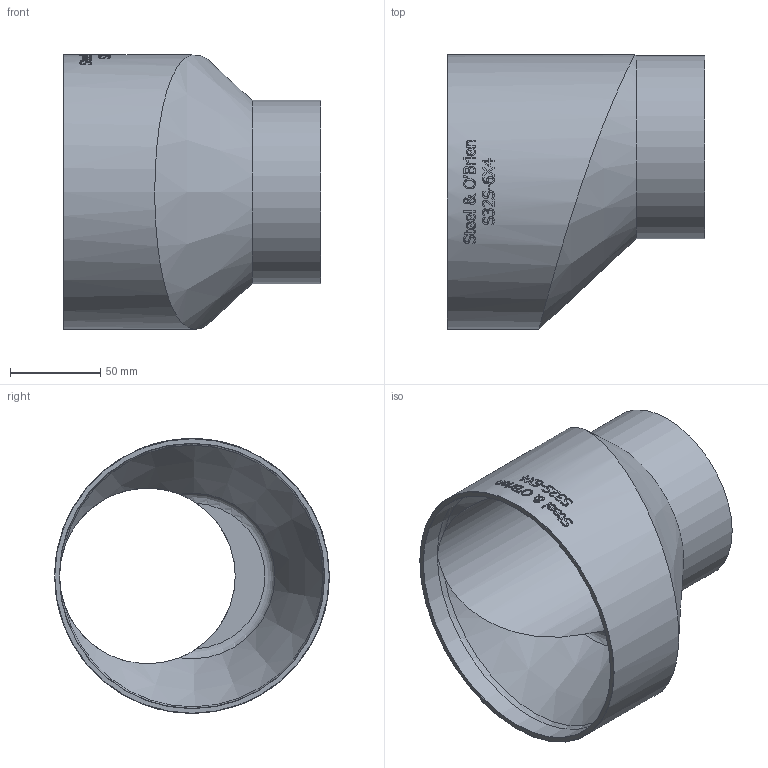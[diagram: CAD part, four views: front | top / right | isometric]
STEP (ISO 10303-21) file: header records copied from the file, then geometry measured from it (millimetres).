
FILE_DESCRIPTION(/* description */ (''),/* implementation_level */ '2;1');
FILE_NAME(/* name */ 'S32S-6X4.stp',/* time_stamp */ '2018-11-30T09:56:46-05:00',/* author */ ('rick'),/* organization */ (''),/* preprocessor_version */ 'ST-DEVELOPER v15.2',/* originating_system */ 'Autodesk Inventor 2014',/* authorisation */ '');
FILE_SCHEMA (('AUTOMOTIVE_DESIGN { 1 0 10303 214 3 1 1 }'));
Length unit declared in the file: inch
Products named in the file (1): S32S-6X4
Bounding box: 142.88 x 152.4 x 152.4 mm (x, y, z)
Volume: 561275.4 mm3; surface area: 118873.6 mm2
Topology: 1 solids, 1 shells, 379 faces, 1029 edges, 684 vertices
Faces by surface type: bspline 200, plane 137, cylinder 36, torus 4, cone 2
Full cylindrical faces by diameter (mm): 97.384 x1, 101.6 x1, 146.863 x1, 152.4 x1
Entity records: 15632 total; most frequent: CARTESIAN_POINT 7270, ORIENTED_EDGE 2042, DIRECTION 1144, EDGE_CURVE 1021, VERTEX_POINT 683, LINE 444, VECTOR 444, EDGE_LOOP 420
